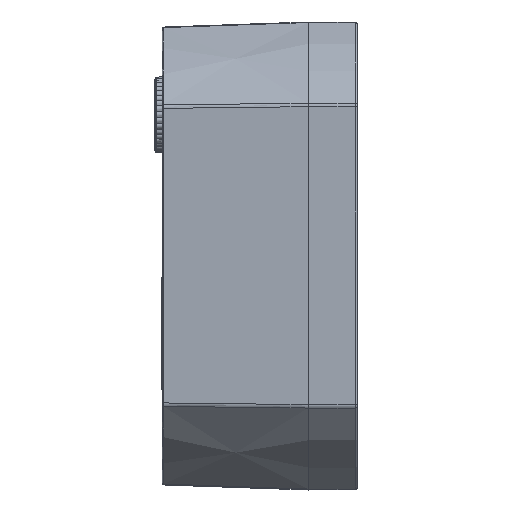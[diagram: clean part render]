
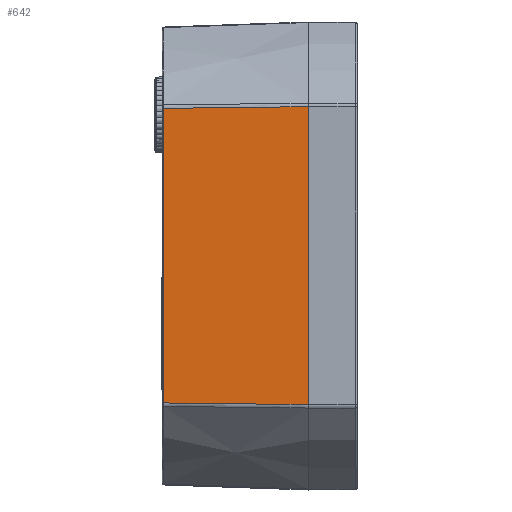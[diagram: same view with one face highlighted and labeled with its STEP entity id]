
A CAD part, top view. The second image highlights one B-rep face of the part: STEP entity #642.
In plain terms, the highlighted planar face has unit normal (-0.035, 0, 0.999).
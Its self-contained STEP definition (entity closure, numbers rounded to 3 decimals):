
#642=ADVANCED_FACE('',(#4023),#4025,.T.);
#4023=FACE_BOUND('',#4024,.T.);
#4024=EDGE_LOOP('',(#8789,#8790,#8791,#8792));
#4025=PLANE('',#4026);
#4026=AXIS2_PLACEMENT_3D('',#4027,#4028,#4029);
#4027=CARTESIAN_POINT('',(0.,15.33,21.));
#4028=DIRECTION('',(-0.035,0.,0.999));
#4029=DIRECTION('',(0.,-1.,0.));
#8789=ORIENTED_EDGE('',*,*,#12112,.T.);
#8790=ORIENTED_EDGE('',*,*,#12031,.T.);
#8791=ORIENTED_EDGE('',*,*,#12111,.F.);
#8792=ORIENTED_EDGE('',*,*,#12113,.T.);
#12031=EDGE_CURVE('',#13566,#13564,#13567,.T.);
#12111=EDGE_CURVE('',#13703,#13564,#13705,.T.);
#12112=EDGE_CURVE('',#13706,#13566,#13707,.T.);
#12113=EDGE_CURVE('',#13703,#13706,#13708,.T.);
#13564=VERTEX_POINT('',#16115);
#13566=VERTEX_POINT('',#16135);
#13567=LINE('',#16136,#16137);
#13703=VERTEX_POINT('',#16590);
#13705=B_SPLINE_CURVE_WITH_KNOTS('',3,
(#16600,#16601,#16602,#16603,#16604,#16605,#16606,#16607,#16608,#16609,#16610,#16611,
#16612,#16613,#16614,#16615,#16616,#16617,#16618,#16619,#16620,#16621,#16622,#16623,
#16624,#16625,#16626,#16627,#16628,#16629),
.UNSPECIFIED.,.F.,.F.,
(4,2,2,2,2,2,2,2,2,2,2,2,2,2,4),
(0.,0.,0.081,0.162,0.242,0.323,
0.404,0.485,0.565,0.646,0.727,
0.807,0.888,0.969,1.),
.UNSPECIFIED.);
#13706=VERTEX_POINT('',#16630);
#13707=B_SPLINE_CURVE_WITH_KNOTS('',3,
(#16631,#16632,#16633,#16634,#16635,#16636,#16637,#16638,#16639,#16640,#16641,#16642,
#16643,#16644,#16645,#16646,#16647,#16648,#16649,#16650,#16651,#16652,#16653,#16654,
#16655,#16656,#16657,#16658,#16659,#16660),
.UNSPECIFIED.,.F.,.F.,
(4,2,2,2,2,2,2,2,2,2,2,2,2,2,4),
(0.,0.,0.081,0.162,0.242,0.323,
0.404,0.485,0.565,0.646,0.727,
0.807,0.888,0.969,1.),
.UNSPECIFIED.);
#13708=LINE('',#16661,#16662);
#16115=CARTESIAN_POINT('',(15.,15.305,21.524));
#16135=CARTESIAN_POINT('',(15.,-15.305,21.524));
#16136=CARTESIAN_POINT('',(15.,-15.305,21.524));
#16137=VECTOR('',#16138,1.);
#16138=DIRECTION('',(0.,1.,0.));
#16590=CARTESIAN_POINT('',(0.145,15.135,21.005));
#16600=CARTESIAN_POINT('',(0.145,15.135,21.005));
#16601=CARTESIAN_POINT('',(0.146,15.135,21.005));
#16602=CARTESIAN_POINT('',(0.146,15.135,21.005));
#16603=CARTESIAN_POINT('',(0.547,15.139,21.019));
#16604=CARTESIAN_POINT('',(0.946,15.144,21.033));
#16605=CARTESIAN_POINT('',(1.746,15.153,21.061));
#16606=CARTESIAN_POINT('',(2.146,15.158,21.075));
#16607=CARTESIAN_POINT('',(2.945,15.167,21.103));
#16608=CARTESIAN_POINT('',(3.345,15.171,21.117));
#16609=CARTESIAN_POINT('',(4.144,15.181,21.145));
#16610=CARTESIAN_POINT('',(4.544,15.185,21.159));
#16611=CARTESIAN_POINT('',(5.344,15.194,21.187));
#16612=CARTESIAN_POINT('',(5.743,15.199,21.201));
#16613=CARTESIAN_POINT('',(6.543,15.208,21.228));
#16614=CARTESIAN_POINT('',(6.942,15.213,21.242));
#16615=CARTESIAN_POINT('',(7.742,15.222,21.27));
#16616=CARTESIAN_POINT('',(8.142,15.227,21.284));
#16617=CARTESIAN_POINT('',(8.941,15.236,21.312));
#16618=CARTESIAN_POINT('',(9.341,15.24,21.326));
#16619=CARTESIAN_POINT('',(10.14,15.249,21.354));
#16620=CARTESIAN_POINT('',(10.54,15.254,21.368));
#16621=CARTESIAN_POINT('',(11.339,15.263,21.396));
#16622=CARTESIAN_POINT('',(11.739,15.268,21.41));
#16623=CARTESIAN_POINT('',(12.539,15.277,21.438));
#16624=CARTESIAN_POINT('',(12.938,15.281,21.452));
#16625=CARTESIAN_POINT('',(13.738,15.291,21.48));
#16626=CARTESIAN_POINT('',(14.138,15.295,21.494));
#16627=CARTESIAN_POINT('',(14.692,15.301,21.513));
#16628=CARTESIAN_POINT('',(14.846,15.303,21.518));
#16629=CARTESIAN_POINT('',(15.,15.305,21.524));
#16630=CARTESIAN_POINT('',(0.145,-15.135,21.005));
#16631=CARTESIAN_POINT('',(0.145,-15.135,21.005));
#16632=CARTESIAN_POINT('',(0.146,-15.135,21.005));
#16633=CARTESIAN_POINT('',(0.146,-15.135,21.005));
#16634=CARTESIAN_POINT('',(0.547,-15.139,21.019));
#16635=CARTESIAN_POINT('',(0.946,-15.144,21.033));
#16636=CARTESIAN_POINT('',(1.746,-15.153,21.061));
#16637=CARTESIAN_POINT('',(2.146,-15.158,21.075));
#16638=CARTESIAN_POINT('',(2.945,-15.167,21.103));
#16639=CARTESIAN_POINT('',(3.345,-15.171,21.117));
#16640=CARTESIAN_POINT('',(4.144,-15.181,21.145));
#16641=CARTESIAN_POINT('',(4.544,-15.185,21.159));
#16642=CARTESIAN_POINT('',(5.344,-15.194,21.187));
#16643=CARTESIAN_POINT('',(5.743,-15.199,21.201));
#16644=CARTESIAN_POINT('',(6.543,-15.208,21.228));
#16645=CARTESIAN_POINT('',(6.942,-15.213,21.242));
#16646=CARTESIAN_POINT('',(7.742,-15.222,21.27));
#16647=CARTESIAN_POINT('',(8.142,-15.227,21.284));
#16648=CARTESIAN_POINT('',(8.941,-15.236,21.312));
#16649=CARTESIAN_POINT('',(9.341,-15.24,21.326));
#16650=CARTESIAN_POINT('',(10.14,-15.249,21.354));
#16651=CARTESIAN_POINT('',(10.54,-15.254,21.368));
#16652=CARTESIAN_POINT('',(11.339,-15.263,21.396));
#16653=CARTESIAN_POINT('',(11.739,-15.268,21.41));
#16654=CARTESIAN_POINT('',(12.539,-15.277,21.438));
#16655=CARTESIAN_POINT('',(12.938,-15.281,21.452));
#16656=CARTESIAN_POINT('',(13.738,-15.291,21.48));
#16657=CARTESIAN_POINT('',(14.138,-15.295,21.494));
#16658=CARTESIAN_POINT('',(14.692,-15.301,21.513));
#16659=CARTESIAN_POINT('',(14.846,-15.303,21.518));
#16660=CARTESIAN_POINT('',(15.,-15.305,21.524));
#16661=CARTESIAN_POINT('',(0.145,15.135,21.005));
#16662=VECTOR('',#16663,1.);
#16663=DIRECTION('',(0.,-1.,0.));
